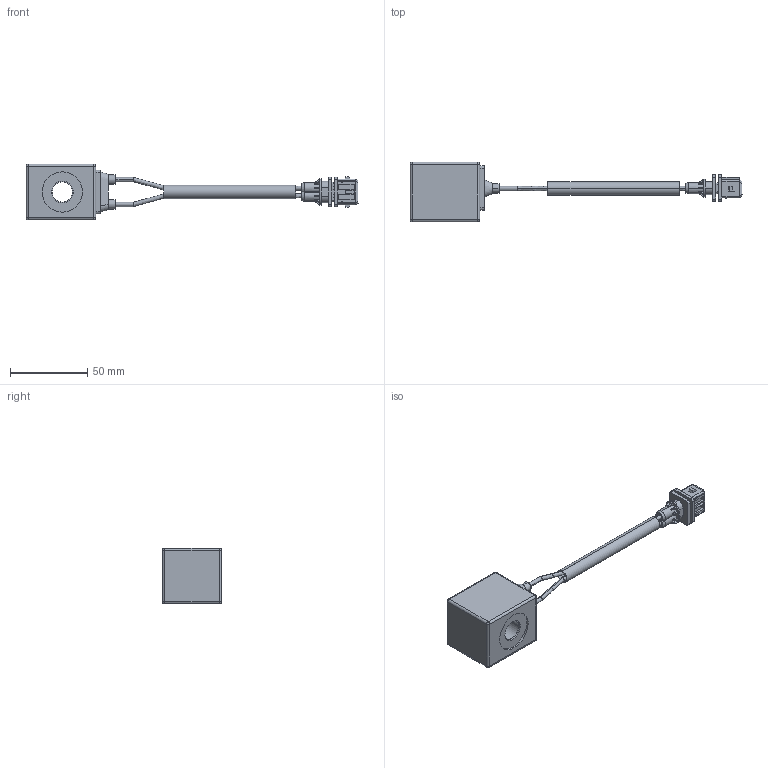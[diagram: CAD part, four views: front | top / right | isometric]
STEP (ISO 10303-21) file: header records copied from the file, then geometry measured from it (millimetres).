
FILE_DESCRIPTION (( 'STEP AP203' ), '1' );
FILE_NAME ('EC04W200C--B200-B.STEP', '2021-05-07T03:52:09', ( '' ), ( '' ), 'SwSTEP 2.0', 'SolidWorks 2018', '' );
FILE_SCHEMA (( 'CONFIG_CONTROL_DESIGN' ));
Length unit declared in the file: millimetre
Products named in the file (1): EC04W200C--B200-B
Bounding box: 214.3 x 38.5 x 36 mm (x, y, z)
Volume: 66849.4 mm3; surface area: 21716.9 mm2
Topology: 2 solids, 8 shells, 394 faces, 1000 edges, 638 vertices
Faces by surface type: plane 218, cylinder 91, torus 36, bspline 18, sphere 16, cone 15
Entity records: 13243 total; most frequent: CARTESIAN_POINT 3781, ORIENTED_EDGE 1984, DIRECTION 1914, EDGE_CURVE 992, AXIS2_PLACEMENT_3D 668, VERTEX_POINT 638, LINE 578, VECTOR 578
